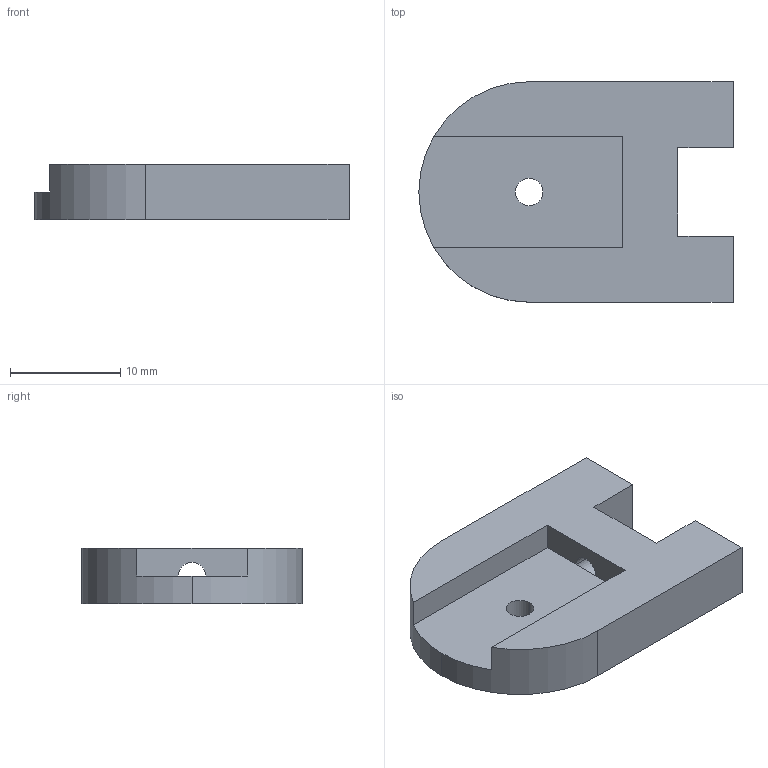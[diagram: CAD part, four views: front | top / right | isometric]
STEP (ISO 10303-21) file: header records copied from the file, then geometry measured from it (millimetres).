
FILE_DESCRIPTION (( 'STEP AP214' ), '1' );
FILE_NAME ('Cam_side_attach_inside.STEP', '2022-06-09T08:47:47', ( '' ), ( '' ), 'SwSTEP 2.0', 'SolidWorks 2017', '' );
FILE_SCHEMA (( 'AUTOMOTIVE_DESIGN' ));
Length unit declared in the file: millimetre
Products named in the file (1): Cam_side_attach_inside
Bounding box: 28.5 x 20 x 5 mm (x, y, z)
Volume: 1946.9 mm3; surface area: 1595 mm2
Topology: 1 solids, 1 shells, 20 faces, 53 edges, 34 vertices
Faces by surface type: plane 14, cylinder 6
Entity records: 881 total; most frequent: DIRECTION 109, CARTESIAN_POINT 108, ORIENTED_EDGE 106, EDGE_CURVE 53, LINE 39, VECTOR 39, AXIS2_PLACEMENT_3D 35, VERTEX_POINT 34
